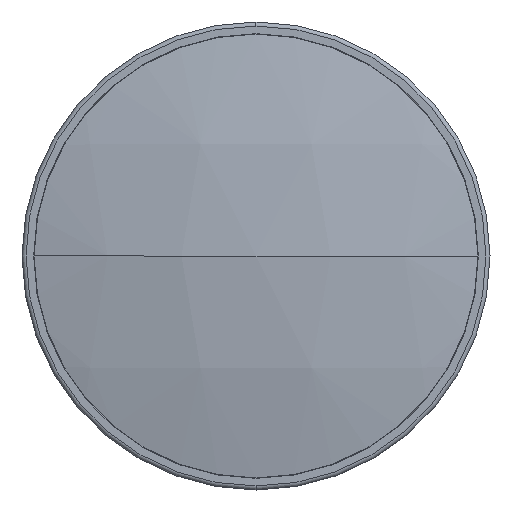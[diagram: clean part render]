
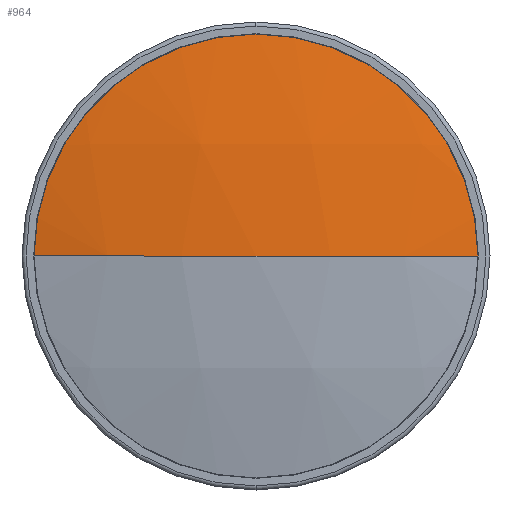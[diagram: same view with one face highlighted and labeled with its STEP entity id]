
A CAD part, left-side view. The second image highlights one B-rep face of the part: STEP entity #964.
In plain terms, the highlighted spherical face has radius 252 mm.
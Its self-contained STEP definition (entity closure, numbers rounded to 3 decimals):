
#119 = AXIS2_PLACEMENT_3D ( 'NONE', #2095, #2103, #2104 ) ;
#184 = AXIS2_PLACEMENT_3D ( 'NONE', #1810, #1811, #1812 ) ;
#185 = AXIS2_PLACEMENT_3D ( 'NONE', #1813, #1814, #1815 ) ;
#195 = AXIS2_PLACEMENT_3D ( 'NONE', #1844, #1845, #1846 ) ;
#416 = VERTEX_POINT ( 'NONE', #1544 ) ;
#418 = VERTEX_POINT ( 'NONE', #1546 ) ;
#419 = VERTEX_POINT ( 'NONE', #1547 ) ;
#459 = ORIENTED_EDGE ( 'NONE', *, *, #633, .F. ) ;
#632 = EDGE_CURVE ( 'NONE', #418, #416, #1408, .T. ) ;
#633 = EDGE_CURVE ( 'NONE', #419, #416, #1405, .T. ) ;
#643 = EDGE_CURVE ( 'NONE', #419, #418, #1416, .T. ) ;
#964 = ADVANCED_FACE ( 'NONE', ( #2296 ), #2297, .T. ) ;
#1405 = CIRCLE ( 'NONE', #185, 252. ) ;
#1408 = CIRCLE ( 'NONE', #184, 252. ) ;
#1416 = CIRCLE ( 'NONE', #195, 55. ) ;
#1544 = CARTESIAN_POINT ( 'NONE',  ( -280.843, 0., 0. ) ) ;
#1546 = CARTESIAN_POINT ( 'NONE',  ( -274.768, 55., 0. ) ) ;
#1547 = CARTESIAN_POINT ( 'NONE',  ( -274.768, -55., 0. ) ) ;
#1810 = CARTESIAN_POINT ( 'NONE',  ( -28.843, 0., 0. ) ) ;
#1811 = DIRECTION ( 'NONE',  ( 0., 0., 1. ) ) ;
#1812 = DIRECTION ( 'NONE',  ( 0., -1., 0. ) ) ;
#1813 = CARTESIAN_POINT ( 'NONE',  ( -28.843, 0., 0. ) ) ;
#1814 = DIRECTION ( 'NONE',  ( 0., 0., -1. ) ) ;
#1815 = DIRECTION ( 'NONE',  ( -1., 0., 0. ) ) ;
#1844 = CARTESIAN_POINT ( 'NONE',  ( -274.768, 0., 0. ) ) ;
#1845 = DIRECTION ( 'NONE',  ( -1., 0., 0. ) ) ;
#1846 = DIRECTION ( 'NONE',  ( 0., 0., -1. ) ) ;
#2095 = CARTESIAN_POINT ( 'NONE',  ( -28.843, 0., 0. ) ) ;
#2103 = DIRECTION ( 'NONE',  ( 0., 0., 1. ) ) ;
#2104 = DIRECTION ( 'NONE',  ( 0., -1., 0. ) ) ;
#2296 = FACE_OUTER_BOUND ( 'NONE', #2841, .T. ) ;
#2297 = SPHERICAL_SURFACE ( 'NONE', #119, 252. ) ;
#2810 = ORIENTED_EDGE ( 'NONE', *, *, #643, .T. ) ;
#2813 = ORIENTED_EDGE ( 'NONE', *, *, #632, .T. ) ;
#2841 = EDGE_LOOP ( 'NONE', ( #2810, #2813, #459 ) ) ;
